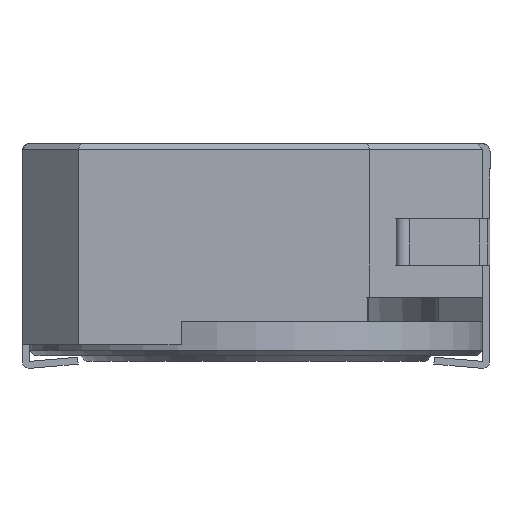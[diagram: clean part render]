
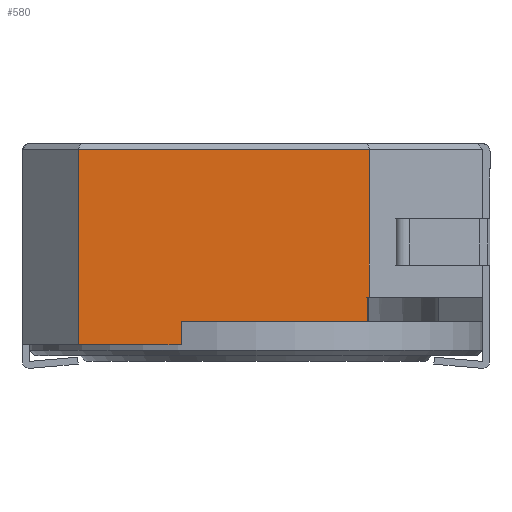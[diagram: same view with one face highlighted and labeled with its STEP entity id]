
A CAD part, left-side view. The second image highlights one B-rep face of the part: STEP entity #580.
In plain terms, the highlighted planar face has unit normal (-1, 0, 0).
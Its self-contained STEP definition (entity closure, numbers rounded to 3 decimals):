
#580 = ADVANCED_FACE( '', ( #1172 ), #1173, .F. );
#1172 = FACE_OUTER_BOUND( '', #1768, .T. );
#1173 = PLANE( '', #1769 );
#1768 = EDGE_LOOP( '', ( #3546, #3547, #3548, #3549, #3550, #3551, #3552, #3553 ) );
#1769 = AXIS2_PLACEMENT_3D( '', #3554, #3555, #3556 );
#3546 = ORIENTED_EDGE( '', *, *, #4196, .F. );
#3547 = ORIENTED_EDGE( '', *, *, #4203, .T. );
#3548 = ORIENTED_EDGE( '', *, *, #3665, .T. );
#3549 = ORIENTED_EDGE( '', *, *, #4093, .T. );
#3550 = ORIENTED_EDGE( '', *, *, #4199, .F. );
#3551 = ORIENTED_EDGE( '', *, *, #3636, .F. );
#3552 = ORIENTED_EDGE( '', *, *, #4071, .F. );
#3553 = ORIENTED_EDGE( '', *, *, #3793, .T. );
#3554 = CARTESIAN_POINT( '', ( -5., 5., 4.3 ) );
#3555 = DIRECTION( '', ( 1., 0., 0. ) );
#3556 = DIRECTION( '', ( 0., 0., -1. ) );
#3636 = EDGE_CURVE( '', #4352, #4354, #4355, .T. );
#3665 = EDGE_CURVE( '', #4402, #4403, #4404, .T. );
#3793 = EDGE_CURVE( '', #4621, #4619, #4622, .T. );
#4071 = EDGE_CURVE( '', #4621, #4352, #5025, .T. );
#4093 = EDGE_CURVE( '', #4403, #5050, #5052, .T. );
#4196 = EDGE_CURVE( '', #5132, #4619, #5165, .T. );
#4199 = EDGE_CURVE( '', #4354, #5050, #5168, .T. );
#4203 = EDGE_CURVE( '', #5132, #4402, #5172, .T. );
#4352 = VERTEX_POINT( '', #5391 );
#4354 = VERTEX_POINT( '', #5394 );
#4355 = LINE( '', #5395, #5396 );
#4402 = VERTEX_POINT( '', #5480 );
#4403 = VERTEX_POINT( '', #5481 );
#4404 = LINE( '', #5482, #5483 );
#4619 = VERTEX_POINT( '', #5866 );
#4621 = VERTEX_POINT( '', #5869 );
#4622 = LINE( '', #5870, #5871 );
#5025 = LINE( '', #6562, #6563 );
#5050 = VERTEX_POINT( '', #6606 );
#5052 = LINE( '', #6609, #6610 );
#5132 = VERTEX_POINT( '', #6777 );
#5165 = LINE( '', #6844, #6845 );
#5168 = LINE( '', #6848, #6849 );
#5172 = LINE( '', #6853, #6854 );
#5391 = CARTESIAN_POINT( '', ( -5., -2.384, 0.5 ) );
#5394 = CARTESIAN_POINT( '', ( -5., 1.6, 0.5 ) );
#5395 = CARTESIAN_POINT( '', ( -5., 1.6, 0.5 ) );
#5396 = VECTOR( '', #6905, 1000. );
#5480 = CARTESIAN_POINT( '', ( -5., 3.8, 4.18 ) );
#5481 = CARTESIAN_POINT( '', ( -5., 3.8, 0. ) );
#5482 = CARTESIAN_POINT( '', ( -5., 3.8, 4.3 ) );
#5483 = VECTOR( '', #6928, 1000. );
#5866 = CARTESIAN_POINT( '', ( -5., -2.425, 1.02 ) );
#5869 = CARTESIAN_POINT( '', ( -5., -2.384, 1.02 ) );
#5870 = CARTESIAN_POINT( '', ( -5., 5., 1.02 ) );
#5871 = VECTOR( '', #7031, 1000. );
#6562 = CARTESIAN_POINT( '', ( -5., -2.384, 4.3 ) );
#6563 = VECTOR( '', #7264, 1000. );
#6606 = CARTESIAN_POINT( '', ( -5., 1.6, 0. ) );
#6609 = CARTESIAN_POINT( '', ( -5., 5., 0. ) );
#6610 = VECTOR( '', #7276, 1000. );
#6777 = CARTESIAN_POINT( '', ( -5., -2.425, 4.18 ) );
#6844 = CARTESIAN_POINT( '', ( -5., -2.425, 14.781 ) );
#6845 = VECTOR( '', #7306, 1000. );
#6848 = CARTESIAN_POINT( '', ( -5., 1.6, 0.5 ) );
#6849 = VECTOR( '', #7307, 1000. );
#6853 = CARTESIAN_POINT( '', ( -5., 3.8, 4.18 ) );
#6854 = VECTOR( '', #7308, 1000. );
#6905 = DIRECTION( '', ( 0., 1., 0. ) );
#6928 = DIRECTION( '', ( 0., 0., -1. ) );
#7031 = DIRECTION( '', ( 0., -1., 0. ) );
#7264 = DIRECTION( '', ( 0., 0., -1. ) );
#7276 = DIRECTION( '', ( 0., -1., 0. ) );
#7306 = DIRECTION( '', ( 0., 0., -1. ) );
#7307 = DIRECTION( '', ( 0., 0., -1. ) );
#7308 = DIRECTION( '', ( 0., 1., 0. ) );
